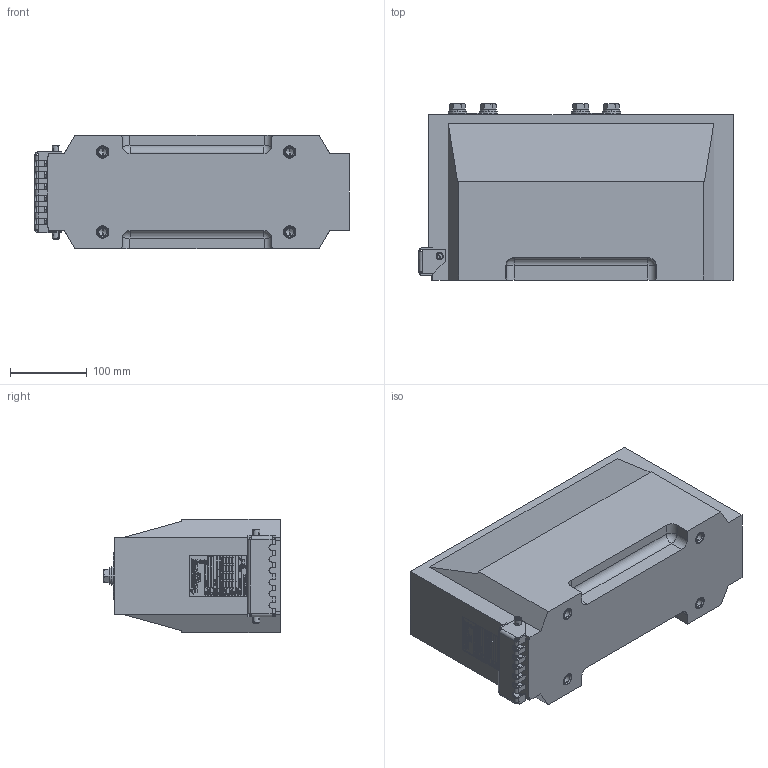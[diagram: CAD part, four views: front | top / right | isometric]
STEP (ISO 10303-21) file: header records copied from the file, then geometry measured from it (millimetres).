
FILE_DESCRIPTION (( 'STEP AP214' ), '1' );
FILE_NAME ('ﾒﾋﾊ-ﾑﾒ-10-12 (5ﾀ-1500ﾀ).STEP', '2023-06-06T07:23:33', ( '' ), ( '' ), 'SwSTEP 2.0', 'SolidWorks 2014', '' );
FILE_SCHEMA (( 'AUTOMOTIVE_DESIGN' ));
Length unit declared in the file: millimetre
Products named in the file (16): ﾒﾋﾊ-ﾑﾒ-10-12 (5ﾀ-1500ﾀ); hex screw gradeab_din_ISO 4017 - M5 x 10-N; curved spring lock washer_din_Spring washer DIN 128 - A5; ÂÅÈÓ.758472.006 Ãàéêà ñïåöèàëüíàÿ_00; hex screw gradeab_din_ISO 4017 - M12 x 30-N; curved spring lock washer_din_Spring washer DIN 128 - A12; plain washer grade a_din_Washer DIN 125 - A 13; plain washer grade a_din_Washer DIN 125 - A 5.3; ÂÅÈÓ.754312.182À Òàáëè÷êà òåõíè÷åñêèõ äàííûõ ÒËÊ-ÑÒ_-00; 屡扔.758181.002 妈眚 镫铎徼痤忸黜; ÂÅÈÓ.735314.015 Êðûøêà çàùèòíàÿ_-01; ÂÅÈÓ.671213.537 Ñáîðêà òðàíñôîðìàòîðà ñ çàëèâêîé_-00; Îòëèâêà^ÂÅÈÓ.671213.537 Ñáîðêà òðàíñôîðìàòîðà ñ çàëèâêîé_-00; ÂÅÈÓ.671213.337 Àêòèâíàÿ ÷àñòü_-00; 屡扔.758472.007 绵殛郷-02; 屡扔.757465.006 袜觐礤黜桕
Assembly tree (49 placements, depth 4):
  ﾒﾋﾊ-ﾑﾒ-10-12 (5ﾀ-1500ﾀ)
    ÂÅÈÓ.671213.537 Ñáîðêà òðàíñôîðìàòîðà ñ çàëèâêîé_-00
      ÂÅÈÓ.671213.337 Àêòèâíàÿ ÷àñòü_-00
        屡扔.757465.006 袜觐礤黜桕  x2
        屡扔.758472.007 绵殛郷-02  x6
      Îòëèâêà^ÂÅÈÓ.671213.537 Ñáîðêà òðàíñôîðìàòîðà ñ çàëèâêîé_-00
    ÂÅÈÓ.735314.015 Êðûøêà çàùèòíàÿ_-01
    屡扔.758181.002 妈眚 镫铎徼痤忸黜  x2
    ÂÅÈÓ.754312.182À Òàáëè÷êà òåõíè÷åñêèõ äàííûõ ÒËÊ-ÑÒ_-00
    plain washer grade a_din_Washer DIN 125 - A 5.3  x6
    plain washer grade a_din_Washer DIN 125 - A 13  x4
    curved spring lock washer_din_Spring washer DIN 128 - A12  x4
    hex screw gradeab_din_ISO 4017 - M12 x 30-N  x4
    curved spring lock washer_din_Spring washer DIN 128 - A5  x6
    hex screw gradeab_din_ISO 4017 - M5 x 10-N  x6
    ÂÅÈÓ.758472.006 Ãàéêà ñïåöèàëüíàÿ_00  x4
Bounding box: 408 x 229.1 x 148 mm (x, y, z)
Volume: 10830012.7 mm3; surface area: 435866 mm2
Topology: 49 solids, 49 shells, 4557 faces, 11683 edges, 7564 vertices
Faces by surface type: plane 2463, bspline 1162, cylinder 538, cone 294, torus 96, sphere 4
Entity records: 202321 total; most frequent: CARTESIAN_POINT 81912, ORIENTED_EDGE 20678, DIRECTION 14565, EDGE_CURVE 10339, VECTOR 7003, LINE 7003, VERTEX_POINT 6800, EDGE_LOOP 4347
